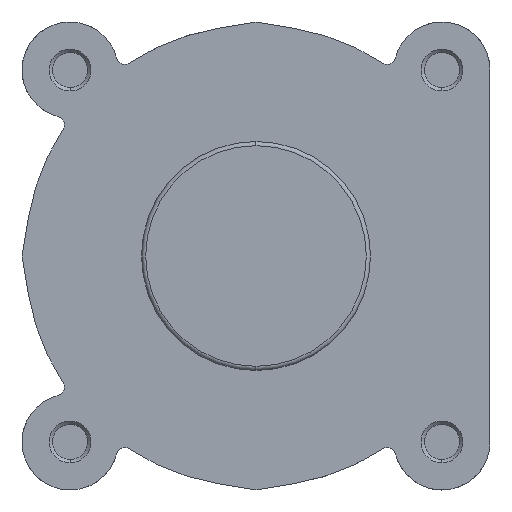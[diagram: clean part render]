
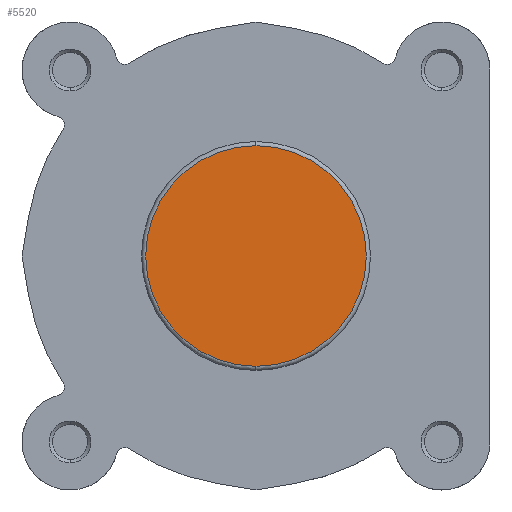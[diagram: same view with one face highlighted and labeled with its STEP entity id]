
A CAD part, left-side view. The second image highlights one B-rep face of the part: STEP entity #5520.
In plain terms, the highlighted planar face has unit normal (-1, 0, 0).
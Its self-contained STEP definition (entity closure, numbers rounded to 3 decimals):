
#362 = PLANE ( 'NONE',  #1300 ) ;
#363 = CARTESIAN_POINT ( 'NONE',  ( 0., 27.4, 0. ) ) ;
#372 = DIRECTION ( 'NONE',  ( 1., 0., 0. ) ) ;
#373 = DIRECTION ( 'NONE',  ( 0., 0., -1. ) ) ;
#669 = CARTESIAN_POINT ( 'NONE',  ( 0., 0., 0. ) ) ;
#670 = DIRECTION ( 'NONE',  ( -1., 0., 0. ) ) ;
#671 = DIRECTION ( 'NONE',  ( 0., 0., -1. ) ) ;
#925 = CARTESIAN_POINT ( 'NONE',  ( 0., 0., 0. ) ) ;
#932 = DIRECTION ( 'NONE',  ( -1., 0., 0. ) ) ;
#933 = DIRECTION ( 'NONE',  ( 0., 0., -1. ) ) ;
#1300 = AXIS2_PLACEMENT_3D ( 'NONE', #363, #372, #373 ) ;
#1367 = AXIS2_PLACEMENT_3D ( 'NONE', #669, #670, #671 ) ;
#1431 = AXIS2_PLACEMENT_3D ( 'NONE', #925, #932, #933 ) ;
#2446 = EDGE_LOOP ( 'NONE', ( #3052, #3053 ) ) ;
#3052 = ORIENTED_EDGE ( 'NONE', *, *, #5720, .T. ) ;
#3053 = ORIENTED_EDGE ( 'NONE', *, *, #5620, .T. ) ;
#4098 = VERTEX_POINT ( 'NONE', #4477 ) ;
#4099 = VERTEX_POINT ( 'NONE', #4478 ) ;
#4477 = CARTESIAN_POINT ( 'NONE',  ( 0., 0., 26.4 ) ) ;
#4478 = CARTESIAN_POINT ( 'NONE',  ( 0., 0., -26.4 ) ) ;
#5520 = ADVANCED_FACE ( 'NONE', ( #6502 ), #362, .F. ) ;
#5620 = EDGE_CURVE ( 'NONE', #4098, #4099, #6672, .T. ) ;
#5720 = EDGE_CURVE ( 'NONE', #4099, #4098, #6807, .T. ) ;
#6502 = FACE_OUTER_BOUND ( 'NONE', #2446, .T. ) ;
#6672 = CIRCLE ( 'NONE', #1367, 26.4 ) ;
#6807 = CIRCLE ( 'NONE', #1431, 26.4 ) ;
